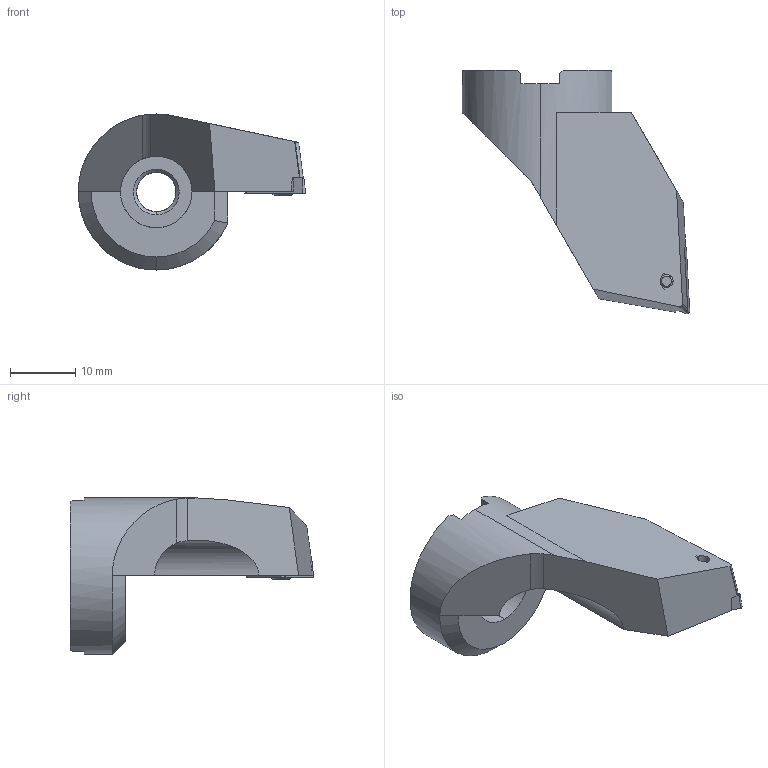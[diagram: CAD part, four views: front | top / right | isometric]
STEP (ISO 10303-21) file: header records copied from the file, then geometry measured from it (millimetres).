
FILE_DESCRIPTION(('no description'),'unknown implementation level');
FILE_NAME('A64B622B-3CF3-468F-89D6-9B08432D6F97_export.stp',' ',('CIMSOURCE GmbH'),('CADClick - KiM GmbH - www.kimweb.de'),'unknown preprocess','ACIS','unknown authorization');
FILE_SCHEMA(('automotive_design'));
Length unit declared in the file: millimetre
Products named in the file (3): 626.273 Kaiser ENH73 TC11 250-285|655.383 Kaiser TCGT 110204 K10C;Kombinieren1; 626.273 Kaiser ENH73 TC11 250-285|694.122 Kaiser ETL M2.5x6.5 T7 IP 10S;Kreismuster1; 626.273 Kaiser ENH73 TC11 250-285|626.273 Kaiser ENH73 TC11 250-285;Fase7
Bounding box: 34.98 x 37.5 x 24 mm (x, y, z)
Volume: 7719.7 mm3; surface area: 3636.2 mm2
Topology: 3 solids, 3 shells, 114 faces, 293 edges, 185 vertices
Faces by surface type: plane 44, cylinder 39, cone 25, torus 6
Entity records: 6878 total; most frequent: CARTESIAN_POINT 686, DIRECTION 624, STYLED_ITEM 595, PRESENTATION_STYLE_ASSIGNMENT 595, COLOUR_RGB 595, ORIENTED_EDGE 586, EDGE_CURVE 293, CURVE_STYLE 293
